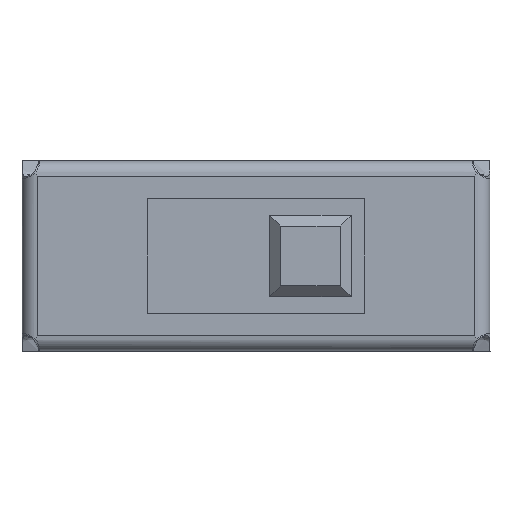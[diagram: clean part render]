
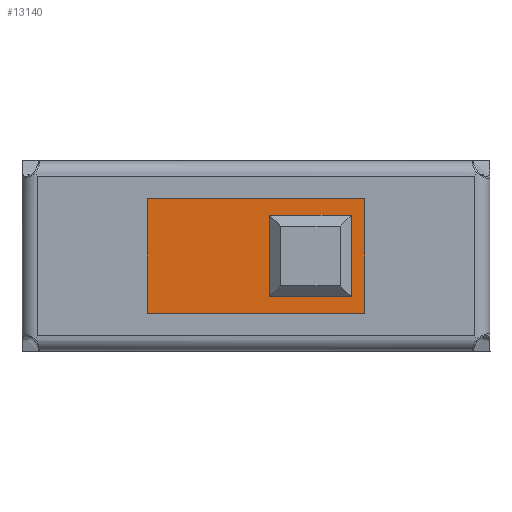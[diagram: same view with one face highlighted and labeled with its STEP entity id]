
A CAD part, front view. The second image highlights one B-rep face of the part: STEP entity #13140.
In plain terms, the highlighted planar face has unit normal (0, -1, 0).
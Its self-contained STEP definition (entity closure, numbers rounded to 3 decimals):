
#13140 = ADVANCED_FACE('',(#13141,#13260),#13155,.F.);
#13141 = FACE_BOUND('',#13142,.F.);
#13142 = EDGE_LOOP('',(#13143,#13178,#13206,#13234));
#13143 = ORIENTED_EDGE('',*,*,#13144,.T.);
#13144 = EDGE_CURVE('',#13145,#13147,#13149,.T.);
#13145 = VERTEX_POINT('',#13146);
#13146 = CARTESIAN_POINT('',(-4.,0.,-1.45));
#13147 = VERTEX_POINT('',#13148);
#13148 = CARTESIAN_POINT('',(-4.,0.,1.45));
#13149 = SURFACE_CURVE('',#13150,(#13154,#13166),.PCURVE_S1.);
#13150 = LINE('',#13151,#13152);
#13151 = CARTESIAN_POINT('',(-4.,0.,-1.45));
#13152 = VECTOR('',#13153,1.);
#13153 = DIRECTION('',(0.,0.,1.));
#13154 = PCURVE('',#13155,#13160);
#13155 = PLANE('',#13156);
#13156 = AXIS2_PLACEMENT_3D('',#13157,#13158,#13159);
#13157 = CARTESIAN_POINT('',(0.,0.,0.));
#13158 = DIRECTION('',(0.,1.,0.));
#13159 = DIRECTION('',(1.,0.,0.));
#13160 = DEFINITIONAL_REPRESENTATION('',(#13161),#13165);
#13161 = LINE('',#13162,#13163);
#13162 = CARTESIAN_POINT('',(-4.,1.45));
#13163 = VECTOR('',#13164,1.);
#13164 = DIRECTION('',(0.,-1.));
#13165 = ( GEOMETRIC_REPRESENTATION_CONTEXT(2) 
PARAMETRIC_REPRESENTATION_CONTEXT() REPRESENTATION_CONTEXT('2D SPACE',''
  ) );
#13166 = PCURVE('',#13167,#13172);
#13167 = PLANE('',#13168);
#13168 = AXIS2_PLACEMENT_3D('',#13169,#13170,#13171);
#13169 = CARTESIAN_POINT('',(-4.,1.35,0.));
#13170 = DIRECTION('',(1.,0.,0.));
#13171 = DIRECTION('',(0.,0.,1.));
#13172 = DEFINITIONAL_REPRESENTATION('',(#13173),#13177);
#13173 = LINE('',#13174,#13175);
#13174 = CARTESIAN_POINT('',(-1.45,1.35));
#13175 = VECTOR('',#13176,1.);
#13176 = DIRECTION('',(1.,0.));
#13177 = ( GEOMETRIC_REPRESENTATION_CONTEXT(2) 
PARAMETRIC_REPRESENTATION_CONTEXT() REPRESENTATION_CONTEXT('2D SPACE',''
  ) );
#13178 = ORIENTED_EDGE('',*,*,#13179,.T.);
#13179 = EDGE_CURVE('',#13147,#13180,#13182,.T.);
#13180 = VERTEX_POINT('',#13181);
#13181 = CARTESIAN_POINT('',(4.,0.,1.45));
#13182 = SURFACE_CURVE('',#13183,(#13187,#13194),.PCURVE_S1.);
#13183 = LINE('',#13184,#13185);
#13184 = CARTESIAN_POINT('',(-4.,0.,1.45));
#13185 = VECTOR('',#13186,1.);
#13186 = DIRECTION('',(1.,0.,0.));
#13187 = PCURVE('',#13155,#13188);
#13188 = DEFINITIONAL_REPRESENTATION('',(#13189),#13193);
#13189 = LINE('',#13190,#13191);
#13190 = CARTESIAN_POINT('',(-4.,-1.45));
#13191 = VECTOR('',#13192,1.);
#13192 = DIRECTION('',(1.,0.));
#13193 = ( GEOMETRIC_REPRESENTATION_CONTEXT(2) 
PARAMETRIC_REPRESENTATION_CONTEXT() REPRESENTATION_CONTEXT('2D SPACE',''
  ) );
#13194 = PCURVE('',#13195,#13200);
#13195 = PLANE('',#13196);
#13196 = AXIS2_PLACEMENT_3D('',#13197,#13198,#13199);
#13197 = CARTESIAN_POINT('',(0.,1.35,1.45));
#13198 = DIRECTION('',(0.,0.,1.));
#13199 = DIRECTION('',(1.,0.,0.));
#13200 = DEFINITIONAL_REPRESENTATION('',(#13201),#13205);
#13201 = LINE('',#13202,#13203);
#13202 = CARTESIAN_POINT('',(-4.,-1.35));
#13203 = VECTOR('',#13204,1.);
#13204 = DIRECTION('',(1.,0.));
#13205 = ( GEOMETRIC_REPRESENTATION_CONTEXT(2) 
PARAMETRIC_REPRESENTATION_CONTEXT() REPRESENTATION_CONTEXT('2D SPACE',''
  ) );
#13206 = ORIENTED_EDGE('',*,*,#13207,.T.);
#13207 = EDGE_CURVE('',#13180,#13208,#13210,.T.);
#13208 = VERTEX_POINT('',#13209);
#13209 = CARTESIAN_POINT('',(4.,0.,-1.45));
#13210 = SURFACE_CURVE('',#13211,(#13215,#13222),.PCURVE_S1.);
#13211 = LINE('',#13212,#13213);
#13212 = CARTESIAN_POINT('',(4.,0.,1.45));
#13213 = VECTOR('',#13214,1.);
#13214 = DIRECTION('',(0.,0.,-1.));
#13215 = PCURVE('',#13155,#13216);
#13216 = DEFINITIONAL_REPRESENTATION('',(#13217),#13221);
#13217 = LINE('',#13218,#13219);
#13218 = CARTESIAN_POINT('',(4.,-1.45));
#13219 = VECTOR('',#13220,1.);
#13220 = DIRECTION('',(0.,1.));
#13221 = ( GEOMETRIC_REPRESENTATION_CONTEXT(2) 
PARAMETRIC_REPRESENTATION_CONTEXT() REPRESENTATION_CONTEXT('2D SPACE',''
  ) );
#13222 = PCURVE('',#13223,#13228);
#13223 = PLANE('',#13224);
#13224 = AXIS2_PLACEMENT_3D('',#13225,#13226,#13227);
#13225 = CARTESIAN_POINT('',(4.,1.35,0.));
#13226 = DIRECTION('',(1.,0.,0.));
#13227 = DIRECTION('',(0.,0.,-1.));
#13228 = DEFINITIONAL_REPRESENTATION('',(#13229),#13233);
#13229 = LINE('',#13230,#13231);
#13230 = CARTESIAN_POINT('',(-1.45,-1.35));
#13231 = VECTOR('',#13232,1.);
#13232 = DIRECTION('',(1.,0.));
#13233 = ( GEOMETRIC_REPRESENTATION_CONTEXT(2) 
PARAMETRIC_REPRESENTATION_CONTEXT() REPRESENTATION_CONTEXT('2D SPACE',''
  ) );
#13234 = ORIENTED_EDGE('',*,*,#13235,.T.);
#13235 = EDGE_CURVE('',#13208,#13145,#13236,.T.);
#13236 = SURFACE_CURVE('',#13237,(#13241,#13248),.PCURVE_S1.);
#13237 = LINE('',#13238,#13239);
#13238 = CARTESIAN_POINT('',(4.,0.,-1.45));
#13239 = VECTOR('',#13240,1.);
#13240 = DIRECTION('',(-1.,0.,0.));
#13241 = PCURVE('',#13155,#13242);
#13242 = DEFINITIONAL_REPRESENTATION('',(#13243),#13247);
#13243 = LINE('',#13244,#13245);
#13244 = CARTESIAN_POINT('',(4.,1.45));
#13245 = VECTOR('',#13246,1.);
#13246 = DIRECTION('',(-1.,0.));
#13247 = ( GEOMETRIC_REPRESENTATION_CONTEXT(2) 
PARAMETRIC_REPRESENTATION_CONTEXT() REPRESENTATION_CONTEXT('2D SPACE',''
  ) );
#13248 = PCURVE('',#13249,#13254);
#13249 = PLANE('',#13250);
#13250 = AXIS2_PLACEMENT_3D('',#13251,#13252,#13253);
#13251 = CARTESIAN_POINT('',(0.,1.35,-1.45));
#13252 = DIRECTION('',(0.,0.,1.));
#13253 = DIRECTION('',(-1.,0.,0.));
#13254 = DEFINITIONAL_REPRESENTATION('',(#13255),#13259);
#13255 = LINE('',#13256,#13257);
#13256 = CARTESIAN_POINT('',(-4.,1.35));
#13257 = VECTOR('',#13258,1.);
#13258 = DIRECTION('',(1.,0.));
#13259 = ( GEOMETRIC_REPRESENTATION_CONTEXT(2) 
PARAMETRIC_REPRESENTATION_CONTEXT() REPRESENTATION_CONTEXT('2D SPACE',''
  ) );
#13260 = FACE_BOUND('',#13261,.F.);
#13261 = EDGE_LOOP('',(#13262,#13292,#13320,#13348));
#13262 = ORIENTED_EDGE('',*,*,#13263,.T.);
#13263 = EDGE_CURVE('',#13264,#13266,#13268,.T.);
#13264 = VERTEX_POINT('',#13265);
#13265 = CARTESIAN_POINT('',(0.25,0.,-0.75));
#13266 = VERTEX_POINT('',#13267);
#13267 = CARTESIAN_POINT('',(1.75,0.,-0.75));
#13268 = SURFACE_CURVE('',#13269,(#13273,#13280),.PCURVE_S1.);
#13269 = LINE('',#13270,#13271);
#13270 = CARTESIAN_POINT('',(0.25,0.,-0.75));
#13271 = VECTOR('',#13272,1.);
#13272 = DIRECTION('',(1.,0.,0.));
#13273 = PCURVE('',#13155,#13274);
#13274 = DEFINITIONAL_REPRESENTATION('',(#13275),#13279);
#13275 = LINE('',#13276,#13277);
#13276 = CARTESIAN_POINT('',(0.25,0.75));
#13277 = VECTOR('',#13278,1.);
#13278 = DIRECTION('',(1.,0.));
#13279 = ( GEOMETRIC_REPRESENTATION_CONTEXT(2) 
PARAMETRIC_REPRESENTATION_CONTEXT() REPRESENTATION_CONTEXT('2D SPACE',''
  ) );
#13280 = PCURVE('',#13281,#13286);
#13281 = PLANE('',#13282);
#13282 = AXIS2_PLACEMENT_3D('',#13283,#13284,#13285);
#13283 = CARTESIAN_POINT('',(1.,-1.05,-0.75));
#13284 = DIRECTION('',(0.,0.,1.));
#13285 = DIRECTION('',(0.,1.,0.));
#13286 = DEFINITIONAL_REPRESENTATION('',(#13287),#13291);
#13287 = LINE('',#13288,#13289);
#13288 = CARTESIAN_POINT('',(1.05,0.75));
#13289 = VECTOR('',#13290,1.);
#13290 = DIRECTION('',(0.,-1.));
#13291 = ( GEOMETRIC_REPRESENTATION_CONTEXT(2) 
PARAMETRIC_REPRESENTATION_CONTEXT() REPRESENTATION_CONTEXT('2D SPACE',''
  ) );
#13292 = ORIENTED_EDGE('',*,*,#13293,.T.);
#13293 = EDGE_CURVE('',#13266,#13294,#13296,.T.);
#13294 = VERTEX_POINT('',#13295);
#13295 = CARTESIAN_POINT('',(1.75,0.,0.75));
#13296 = SURFACE_CURVE('',#13297,(#13301,#13308),.PCURVE_S1.);
#13297 = LINE('',#13298,#13299);
#13298 = CARTESIAN_POINT('',(1.75,0.,-0.75));
#13299 = VECTOR('',#13300,1.);
#13300 = DIRECTION('',(0.,0.,1.));
#13301 = PCURVE('',#13155,#13302);
#13302 = DEFINITIONAL_REPRESENTATION('',(#13303),#13307);
#13303 = LINE('',#13304,#13305);
#13304 = CARTESIAN_POINT('',(1.75,0.75));
#13305 = VECTOR('',#13306,1.);
#13306 = DIRECTION('',(0.,-1.));
#13307 = ( GEOMETRIC_REPRESENTATION_CONTEXT(2) 
PARAMETRIC_REPRESENTATION_CONTEXT() REPRESENTATION_CONTEXT('2D SPACE',''
  ) );
#13308 = PCURVE('',#13309,#13314);
#13309 = PLANE('',#13310);
#13310 = AXIS2_PLACEMENT_3D('',#13311,#13312,#13313);
#13311 = CARTESIAN_POINT('',(1.75,-1.05,0.));
#13312 = DIRECTION('',(1.,0.,0.));
#13313 = DIRECTION('',(0.,1.,0.));
#13314 = DEFINITIONAL_REPRESENTATION('',(#13315),#13319);
#13315 = LINE('',#13316,#13317);
#13316 = CARTESIAN_POINT('',(1.05,-0.75));
#13317 = VECTOR('',#13318,1.);
#13318 = DIRECTION('',(0.,1.));
#13319 = ( GEOMETRIC_REPRESENTATION_CONTEXT(2) 
PARAMETRIC_REPRESENTATION_CONTEXT() REPRESENTATION_CONTEXT('2D SPACE',''
  ) );
#13320 = ORIENTED_EDGE('',*,*,#13321,.T.);
#13321 = EDGE_CURVE('',#13294,#13322,#13324,.T.);
#13322 = VERTEX_POINT('',#13323);
#13323 = CARTESIAN_POINT('',(0.25,0.,0.75));
#13324 = SURFACE_CURVE('',#13325,(#13329,#13336),.PCURVE_S1.);
#13325 = LINE('',#13326,#13327);
#13326 = CARTESIAN_POINT('',(1.75,0.,0.75));
#13327 = VECTOR('',#13328,1.);
#13328 = DIRECTION('',(-1.,0.,0.));
#13329 = PCURVE('',#13155,#13330);
#13330 = DEFINITIONAL_REPRESENTATION('',(#13331),#13335);
#13331 = LINE('',#13332,#13333);
#13332 = CARTESIAN_POINT('',(1.75,-0.75));
#13333 = VECTOR('',#13334,1.);
#13334 = DIRECTION('',(-1.,0.));
#13335 = ( GEOMETRIC_REPRESENTATION_CONTEXT(2) 
PARAMETRIC_REPRESENTATION_CONTEXT() REPRESENTATION_CONTEXT('2D SPACE',''
  ) );
#13336 = PCURVE('',#13337,#13342);
#13337 = PLANE('',#13338);
#13338 = AXIS2_PLACEMENT_3D('',#13339,#13340,#13341);
#13339 = CARTESIAN_POINT('',(1.,-1.05,0.75));
#13340 = DIRECTION('',(0.,0.,1.));
#13341 = DIRECTION('',(0.,1.,0.));
#13342 = DEFINITIONAL_REPRESENTATION('',(#13343),#13347);
#13343 = LINE('',#13344,#13345);
#13344 = CARTESIAN_POINT('',(1.05,-0.75));
#13345 = VECTOR('',#13346,1.);
#13346 = DIRECTION('',(0.,1.));
#13347 = ( GEOMETRIC_REPRESENTATION_CONTEXT(2) 
PARAMETRIC_REPRESENTATION_CONTEXT() REPRESENTATION_CONTEXT('2D SPACE',''
  ) );
#13348 = ORIENTED_EDGE('',*,*,#13349,.T.);
#13349 = EDGE_CURVE('',#13322,#13264,#13350,.T.);
#13350 = SURFACE_CURVE('',#13351,(#13355,#13362),.PCURVE_S1.);
#13351 = LINE('',#13352,#13353);
#13352 = CARTESIAN_POINT('',(0.25,0.,0.75));
#13353 = VECTOR('',#13354,1.);
#13354 = DIRECTION('',(0.,0.,-1.));
#13355 = PCURVE('',#13155,#13356);
#13356 = DEFINITIONAL_REPRESENTATION('',(#13357),#13361);
#13357 = LINE('',#13358,#13359);
#13358 = CARTESIAN_POINT('',(0.25,-0.75));
#13359 = VECTOR('',#13360,1.);
#13360 = DIRECTION('',(0.,1.));
#13361 = ( GEOMETRIC_REPRESENTATION_CONTEXT(2) 
PARAMETRIC_REPRESENTATION_CONTEXT() REPRESENTATION_CONTEXT('2D SPACE',''
  ) );
#13362 = PCURVE('',#13363,#13368);
#13363 = PLANE('',#13364);
#13364 = AXIS2_PLACEMENT_3D('',#13365,#13366,#13367);
#13365 = CARTESIAN_POINT('',(0.25,-1.05,0.));
#13366 = DIRECTION('',(1.,0.,0.));
#13367 = DIRECTION('',(0.,-1.,0.));
#13368 = DEFINITIONAL_REPRESENTATION('',(#13369),#13373);
#13369 = LINE('',#13370,#13371);
#13370 = CARTESIAN_POINT('',(-1.05,-0.75));
#13371 = VECTOR('',#13372,1.);
#13372 = DIRECTION('',(0.,1.));
#13373 = ( GEOMETRIC_REPRESENTATION_CONTEXT(2) 
PARAMETRIC_REPRESENTATION_CONTEXT() REPRESENTATION_CONTEXT('2D SPACE',''
  ) );
